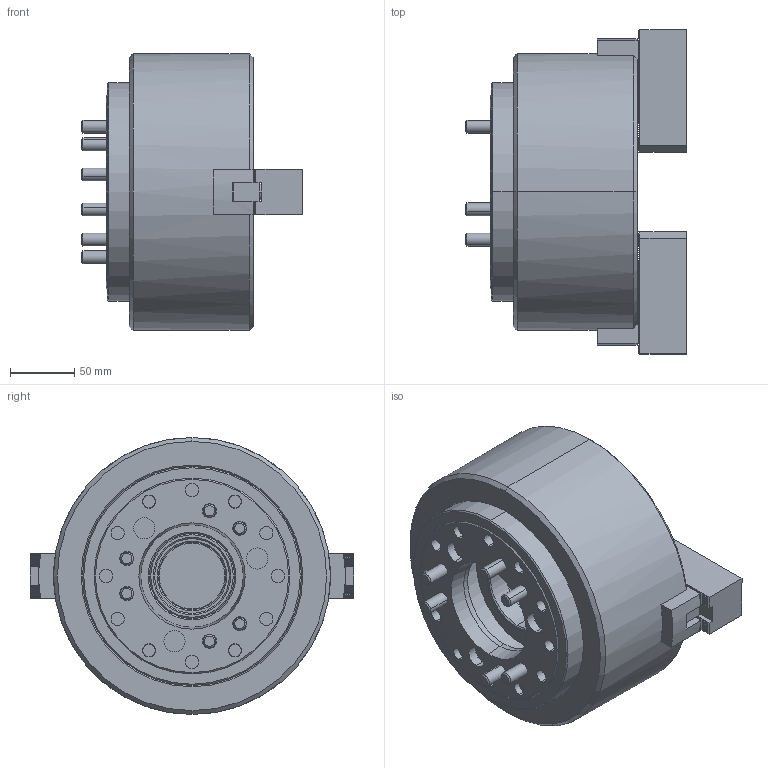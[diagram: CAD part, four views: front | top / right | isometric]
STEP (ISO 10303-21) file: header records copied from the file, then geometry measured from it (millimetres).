
FILE_DESCRIPTION (( 'STEP AP203' ), '1' );
FILE_NAME ('CF-2L-208A5.STEP', '2021-08-18T05:53:17', ( '' ), ( '' ), 'SwSTEP 2.0', 'SolidWorks 2016', '' );
FILE_SCHEMA (( 'CONFIG_CONTROL_DESIGN' ));
Length unit declared in the file: millimetre
Products named in the file (14): 圓頭內六角螺栓_M10x25; CF-2L-208-05000; CF-2L-208A5; CF-3H-08-08000; CF-3H-208-04000(T型塊); SJ-08; 圓頭內六角螺栓_M12x30; CF-2L-208-01000; 圓頭內六角螺栓_M12x95; CF-3L-208-02000; 半圓頭六角孔螺栓_M5x10; CF-3L-208-03010; CF-3L-08-14000-A5法蘭; CF-3L-208-04000
Assembly tree (30 placements, depth 2):
  CF-2L-208A5
    CF-2L-208-01000
    CF-3L-208-02000
    CF-3L-208-03010  x2
    CF-3L-208-04000
    CF-2L-208-05000
    CF-3H-08-08000
    CF-3H-208-04000(T型塊)  x2
    SJ-08  x2
    圓頭內六角螺栓_M12x30  x4
    圓頭內六角螺栓_M12x95  x4
    半圓頭六角孔螺栓_M5x10  x4
    CF-3L-08-14000-A5法蘭
    圓頭內六角螺栓_M10x25  x6
Bounding box: 171.25 x 251.5 x 215 mm (x, y, z)
Volume: 3656941 mm3; surface area: 458259.7 mm2
Topology: 30 solids, 30 shells, 2440 faces, 6768 edges, 4405 vertices
Faces by surface type: plane 1603, cylinder 659, cone 164, torus 14
Entity records: 41071 total; most frequent: CARTESIAN_POINT 8182, ORIENTED_EDGE 6824, DIRECTION 6025, EDGE_CURVE 3412, LINE 2489, VECTOR 2489, VERTEX_POINT 2245, AXIS2_PLACEMENT_3D 1768
